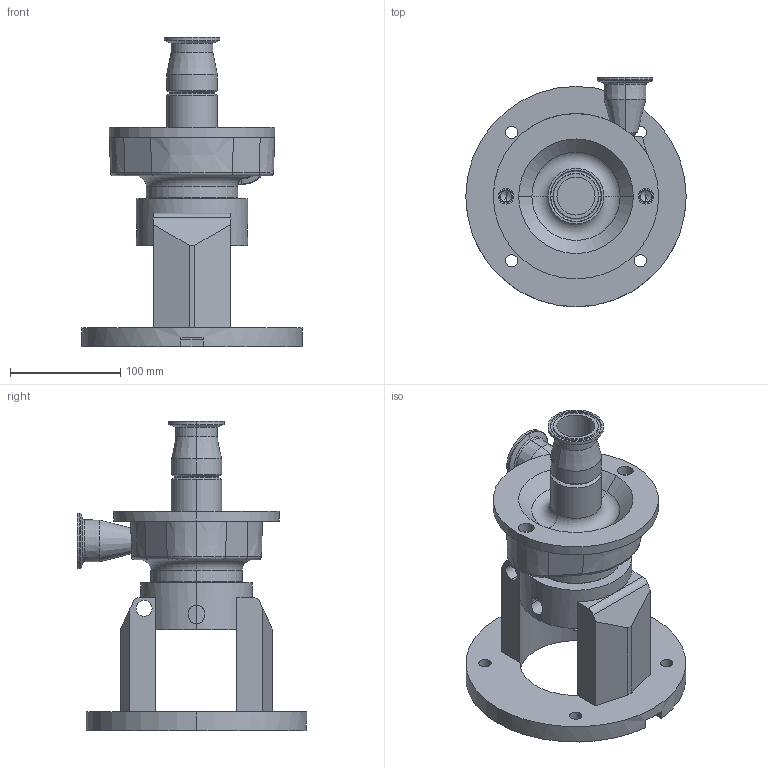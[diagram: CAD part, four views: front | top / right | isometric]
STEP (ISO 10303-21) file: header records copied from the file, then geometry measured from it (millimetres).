
FILE_DESCRIPTION (( 'STEP AP214' ), '1' );
FILE_NAME ('1275000513_Vert.STEP', '2018-08-09T13:57:02', ( '' ), ( '' ), 'SwSTEP 2.0', 'SolidWorks 2018', '' );
FILE_SCHEMA (( 'AUTOMOTIVE_DESIGN' ));
Length unit declared in the file: millimetre
Products named in the file (2): 1275000513_Vert; Part3^1275000513
Assembly tree (1 placements, depth 2):
  1275000513_Vert
    Part3^1275000513
Bounding box: 200 x 208 x 280.6 mm (x, y, z)
Volume: 1634984.7 mm3; surface area: 250604.4 mm2
Topology: 1 solids, 1 shells, 226 faces, 563 edges, 340 vertices
Faces by surface type: cylinder 82, cone 58, plane 58, torus 27, sphere 1
Entity records: 7260 total; most frequent: CARTESIAN_POINT 1660, DIRECTION 1258, ORIENTED_EDGE 1118, EDGE_CURVE 559, AXIS2_PLACEMENT_3D 504, VERTEX_POINT 340, CIRCLE 274, EDGE_LOOP 255
